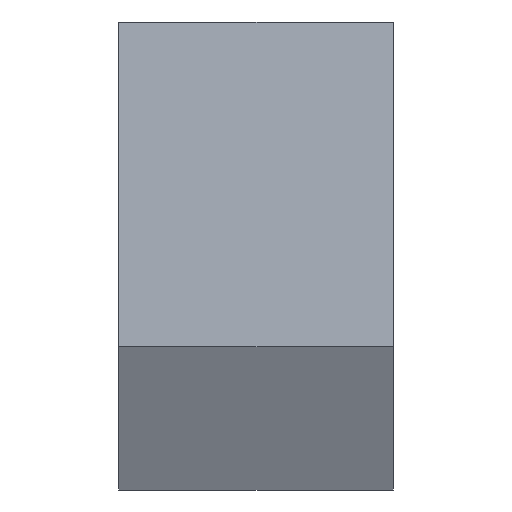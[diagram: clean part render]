
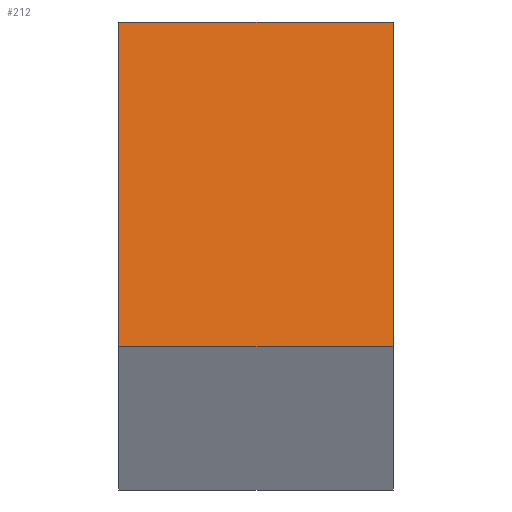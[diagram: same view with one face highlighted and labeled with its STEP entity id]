
A CAD part, front view. The second image highlights one B-rep face of the part: STEP entity #212.
In plain terms, the highlighted planar face has unit normal (0, -0.991, 0.131).
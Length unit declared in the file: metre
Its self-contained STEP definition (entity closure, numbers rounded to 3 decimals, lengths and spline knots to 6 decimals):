
#27=LINE('',#333,#38);
#30=LINE('',#345,#41);
#32=LINE('',#349,#43);
#34=LINE('',#373,#45);
#38=VECTOR('',#280,1.);
#41=VECTOR('',#293,1.);
#43=VECTOR('',#297,1.);
#45=VECTOR('',#303,1.);
#85=ORIENTED_EDGE('',*,*,#118,.F.);
#86=ORIENTED_EDGE('',*,*,#112,.F.);
#87=ORIENTED_EDGE('',*,*,#105,.F.);
#88=ORIENTED_EDGE('',*,*,#110,.T.);
#105=EDGE_CURVE('',#128,#126,#27,.T.);
#110=EDGE_CURVE('',#128,#132,#30,.T.);
#112=EDGE_CURVE('',#126,#134,#32,.T.);
#118=EDGE_CURVE('',#134,#132,#34,.F.);
#126=VERTEX_POINT('',#328);
#128=VERTEX_POINT('',#332);
#132=VERTEX_POINT('',#344);
#134=VERTEX_POINT('',#350);
#166=EDGE_LOOP('',(#85,#86,#87,#88));
#188=FACE_BOUND('',#166,.T.);
#198=PLANE('',#247);
#212=ADVANCED_FACE('',(#188),#198,.F.);
#247=AXIS2_PLACEMENT_3D('',#372,#301,#302);
#280=DIRECTION('',(-1.,0.,0.));
#293=DIRECTION('',(0.,0.131,0.991));
#297=DIRECTION('',(0.,0.131,0.991));
#301=DIRECTION('',(0.,0.991,-0.131));
#302=DIRECTION('',(-1.,0.,0.));
#303=DIRECTION('',(-1.,0.,0.));
#328=CARTESIAN_POINT('',(-0.005917,0.926221,-0.052537));
#332=CARTESIAN_POINT('',(0.005917,0.926221,-0.052537));
#333=CARTESIAN_POINT('',(0.,0.926221,-0.052537));
#344=CARTESIAN_POINT('',(0.005917,0.928067,-0.038514));
#345=CARTESIAN_POINT('',(0.005917,0.926221,-0.052539));
#349=CARTESIAN_POINT('',(-0.005917,0.926221,-0.052539));
#350=CARTESIAN_POINT('',(-0.005917,0.928067,-0.038514));
#372=CARTESIAN_POINT('',(0.,0.928275,-0.03694));
#373=CARTESIAN_POINT('',(0.,0.928067,-0.038514));
